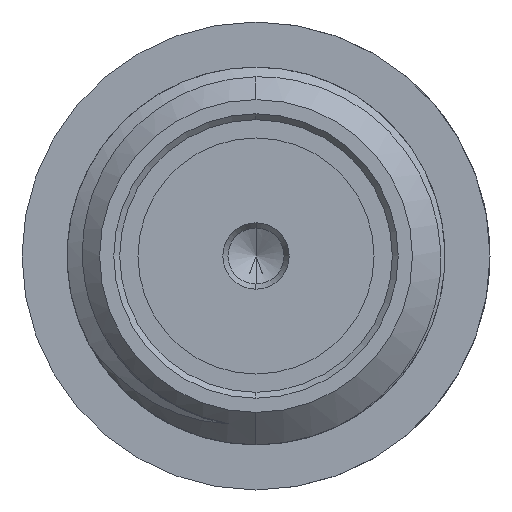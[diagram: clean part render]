
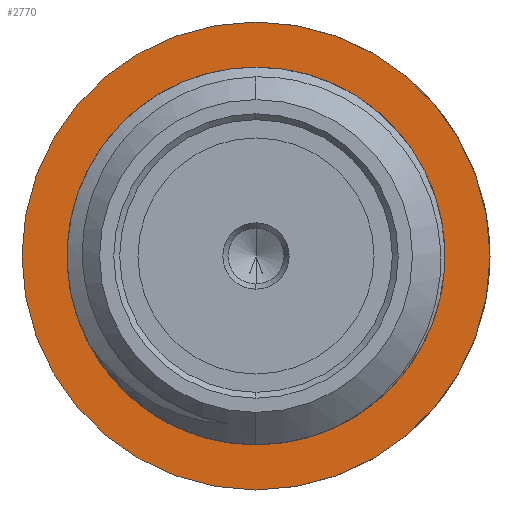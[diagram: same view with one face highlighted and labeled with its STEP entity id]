
A CAD part, left-side view. The second image highlights one B-rep face of the part: STEP entity #2770.
In plain terms, the highlighted planar face has unit normal (-1, 0, 0).
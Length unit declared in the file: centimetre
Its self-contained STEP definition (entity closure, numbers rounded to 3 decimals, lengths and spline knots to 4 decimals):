
#159 = AXIS2_PLACEMENT_3D ( 'NONE', #1278, #2509, #1523 ) ;
#211 = DIRECTION ( 'NONE',  ( 0., 0., 1. ) ) ;
#310 = EDGE_LOOP ( 'NONE', ( #1172, #1932 ) ) ;
#319 = FACE_BOUND ( 'NONE', #310, .T. ) ;
#347 = CARTESIAN_POINT ( 'NONE',  ( 0.635, 0., 0. ) ) ;
#443 = DIRECTION ( 'NONE',  ( 0., 0., 1. ) ) ;
#453 = DIRECTION ( 'NONE',  ( -1., 0., 0. ) ) ;
#641 = AXIS2_PLACEMENT_3D ( 'NONE', #2220, #453, #443 ) ;
#881 = FACE_OUTER_BOUND ( 'NONE', #2848, .T. ) ;
#917 = EDGE_CURVE ( 'NONE', #3275, #2123, #1419, .T. ) ;
#1082 = DIRECTION ( 'NONE',  ( -1., 0., 0. ) ) ;
#1172 = ORIENTED_EDGE ( 'NONE', *, *, #2448, .F. ) ;
#1278 = CARTESIAN_POINT ( 'NONE',  ( 0.635, 0., 0. ) ) ;
#1327 = ORIENTED_EDGE ( 'NONE', *, *, #2597, .T. ) ;
#1351 = CARTESIAN_POINT ( 'NONE',  ( 0.635, 0., -0.3965 ) ) ;
#1419 = CIRCLE ( 'NONE', #1629, 0.3965 ) ;
#1523 = DIRECTION ( 'NONE',  ( 0., 0., 1. ) ) ;
#1629 = AXIS2_PLACEMENT_3D ( 'NONE', #347, #1082, #2858 ) ;
#1695 = DIRECTION ( 'NONE',  ( -1., 0., 0. ) ) ;
#1717 = CIRCLE ( 'NONE', #159, 0.3965 ) ;
#1867 = VERTEX_POINT ( 'NONE', #3039 ) ;
#1932 = ORIENTED_EDGE ( 'NONE', *, *, #2404, .F. ) ;
#2123 = VERTEX_POINT ( 'NONE', #1351 ) ;
#2154 = CARTESIAN_POINT ( 'NONE',  ( 0.635, 0., 0.3965 ) ) ;
#2220 = CARTESIAN_POINT ( 'NONE',  ( 0.635, 0., 0. ) ) ;
#2237 = CIRCLE ( 'NONE', #2399, 0.265 ) ;
#2388 = DIRECTION ( 'NONE',  ( -1., 0., 0. ) ) ;
#2394 = ORIENTED_EDGE ( 'NONE', *, *, #917, .T. ) ;
#2399 = AXIS2_PLACEMENT_3D ( 'NONE', #2725, #1695, #211 ) ;
#2404 = EDGE_CURVE ( 'NONE', #1867, #2892, #2860, .T. ) ;
#2410 = CARTESIAN_POINT ( 'NONE',  ( 0.635, 0., 0.265 ) ) ;
#2448 = EDGE_CURVE ( 'NONE', #2892, #1867, #2237, .T. ) ;
#2509 = DIRECTION ( 'NONE',  ( -1., 0., 0. ) ) ;
#2597 = EDGE_CURVE ( 'NONE', #2123, #3275, #1717, .T. ) ;
#2615 = CARTESIAN_POINT ( 'NONE',  ( 0.635, 0., 0. ) ) ;
#2639 = PLANE ( 'NONE',  #3187 ) ;
#2725 = CARTESIAN_POINT ( 'NONE',  ( 0.635, 0., 0. ) ) ;
#2770 = ADVANCED_FACE ( 'NONE', ( #319, #881 ), #2639, .T. ) ;
#2848 = EDGE_LOOP ( 'NONE', ( #2394, #1327 ) ) ;
#2858 = DIRECTION ( 'NONE',  ( 0., 0., 1. ) ) ;
#2860 = CIRCLE ( 'NONE', #641, 0.265 ) ;
#2892 = VERTEX_POINT ( 'NONE', #2410 ) ;
#2917 = DIRECTION ( 'NONE',  ( 0., 0., 1. ) ) ;
#3039 = CARTESIAN_POINT ( 'NONE',  ( 0.635, 0., -0.265 ) ) ;
#3187 = AXIS2_PLACEMENT_3D ( 'NONE', #2615, #2388, #2917 ) ;
#3275 = VERTEX_POINT ( 'NONE', #2154 ) ;
